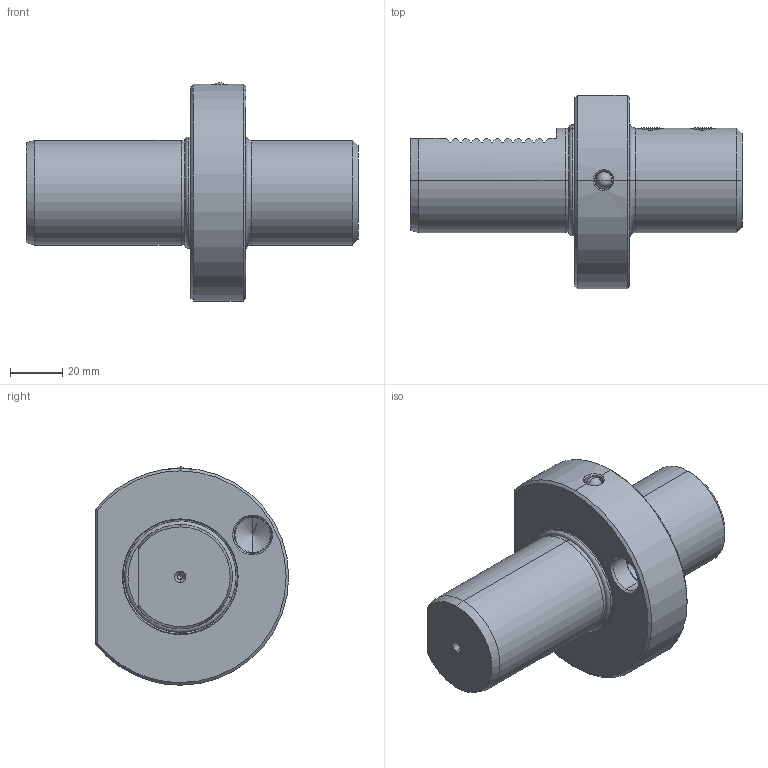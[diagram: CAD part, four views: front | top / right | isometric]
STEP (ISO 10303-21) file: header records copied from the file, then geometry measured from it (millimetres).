
FILE_DESCRIPTION (( 'STEP AP203' ), '1' );
FILE_NAME ('409.51.16.STEP', '2016-11-26T06:28:57', ( '' ), ( '' ), 'SwSTEP 2.0', 'SolidWorks 2012', '' );
FILE_SCHEMA (( 'CONFIG_CONTROL_DESIGN' ));
Length unit declared in the file: millimetre
Products named in the file (7): 409.51.16; 管螺文螺絲; O型環38.7; M10xP1x14 102-93-10; 7止水鉚珠; M10xP1x10 102-91-10; VDI40       E1_16
Assembly tree (6 placements, depth 2):
  409.51.16
    VDI40       E1_16
    7止水鉚珠
    M10xP1x10 102-91-10
    M10xP1x14 102-93-10
    O型環38.7
    管螺文螺絲
Bounding box: 127 x 74 x 83.57 mm (x, y, z)
Volume: 219247.5 mm3; surface area: 38255 mm2
Topology: 7 solids, 7 shells, 413 faces, 1069 edges, 665 vertices
Faces by surface type: cylinder 153, cone 137, plane 75, bspline 32, torus 14, sphere 2
Entity records: 38344 total; most frequent: CARTESIAN_POINT 28761, ORIENTED_EDGE 2112, DIRECTION 1573, EDGE_CURVE 1056, VERTEX_POINT 662, AXIS2_PLACEMENT_3D 592, EDGE_LOOP 430, FACE_OUTER_BOUND 413
